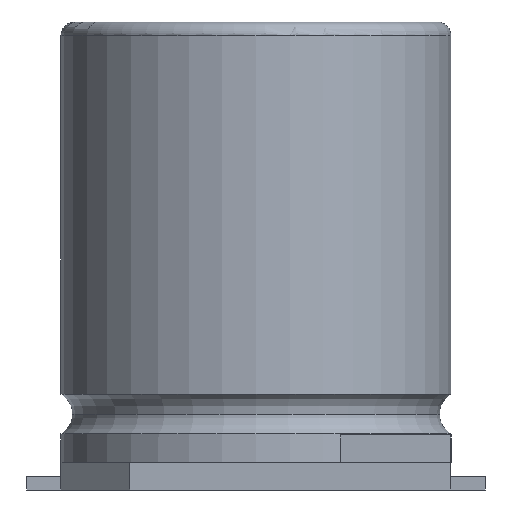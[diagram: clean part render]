
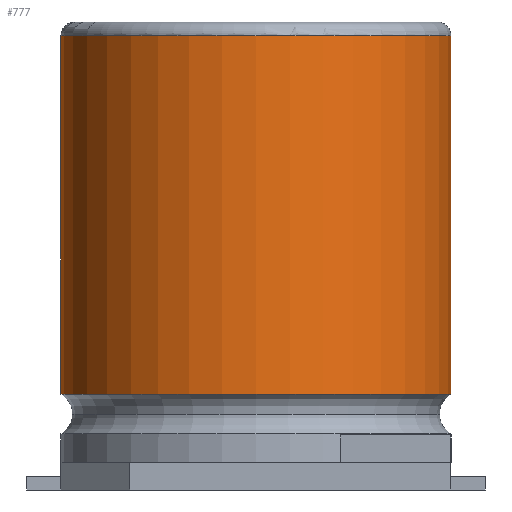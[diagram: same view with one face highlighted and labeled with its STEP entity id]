
A CAD part, front view. The second image highlights one B-rep face of the part: STEP entity #777.
In plain terms, the highlighted cylindrical face has radius 4.25 mm (diameter 8.5 mm), a partial arc.
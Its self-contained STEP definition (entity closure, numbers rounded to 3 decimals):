
#580=CARTESIAN_POINT('',(-4.25,0.,9.9));
#581=VERTEX_POINT('',#580);
#607=CARTESIAN_POINT('',(4.25,0.,9.9));
#608=VERTEX_POINT('',#607);
#704=CARTESIAN_POINT('',(-4.25,0.,2.089));
#705=VERTEX_POINT('',#704);
#713=CARTESIAN_POINT('',(4.25,0.,2.089));
#714=VERTEX_POINT('',#713);
#737=CARTESIAN_POINT('',(4.25,0.,2.089));
#738=DIRECTION('',(0.0,0.0,1.0));
#739=VECTOR('',#738,7.811);
#740=LINE('',#737,#739);
#741=EDGE_CURVE('',#714,#608,#740,.T.);
#744=CARTESIAN_POINT('',(-4.25,0.,9.9));
#745=DIRECTION('',(0.0,0.0,-1.0));
#746=VECTOR('',#745,7.811);
#747=LINE('',#744,#746);
#748=EDGE_CURVE('',#581,#705,#747,.T.);
#754=CARTESIAN_POINT('',(0.0,0.,0.6));
#755=DIRECTION('',(0.0,0.0,1.0));
#756=DIRECTION('',(1.0,0.0,0.0));
#757=AXIS2_PLACEMENT_3D('',#754,#755,#756);
#758=CYLINDRICAL_SURFACE('',#757,4.25);
#759=ORIENTED_EDGE('',*,*,#741,.T.);
#760=CARTESIAN_POINT('',(0.0,0.,9.9));
#761=DIRECTION('',(0.0,0.0,1.0));
#762=DIRECTION('',(-1.0,0.0,0.0));
#763=AXIS2_PLACEMENT_3D('',#760,#761,#762);
#764=CIRCLE('',#763,4.25);
#765=EDGE_CURVE('',#581,#608,#764,.T.);
#766=ORIENTED_EDGE('',*,*,#765,.F.);
#767=ORIENTED_EDGE('',*,*,#748,.T.);
#768=CARTESIAN_POINT('',(0.0,0.,2.089));
#769=DIRECTION('',(0.0,0.0,1.0));
#770=DIRECTION('',(1.0,0.0,0.0));
#771=AXIS2_PLACEMENT_3D('',#768,#769,#770);
#772=CIRCLE('',#771,4.25);
#773=EDGE_CURVE('',#705,#714,#772,.T.);
#774=ORIENTED_EDGE('',*,*,#773,.T.);
#775=EDGE_LOOP('',(#759,#766,#767,#774));
#776=FACE_OUTER_BOUND('',#775,.T.);
#777=ADVANCED_FACE('',(#776),#758,.T.);
